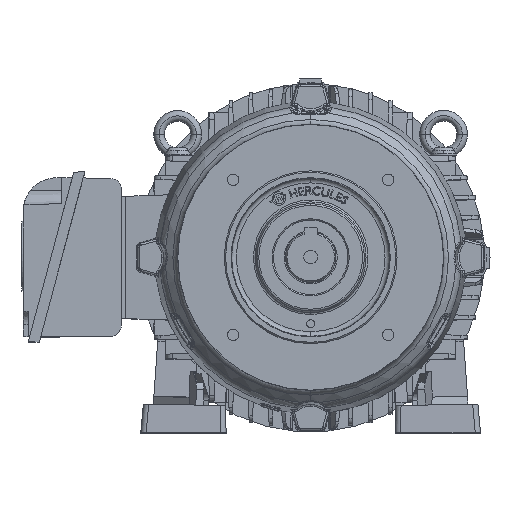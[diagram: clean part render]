
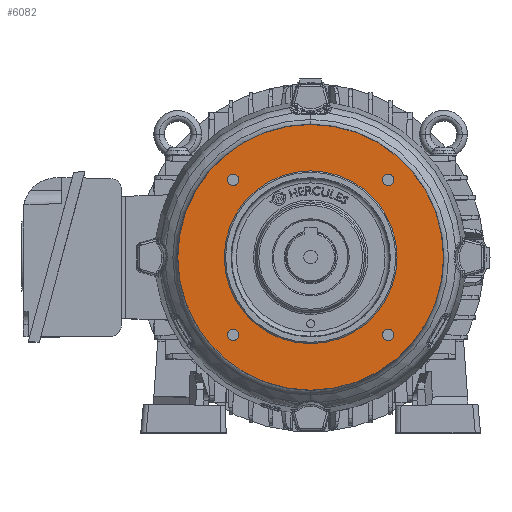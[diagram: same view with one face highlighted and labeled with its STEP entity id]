
A CAD part, top view. The second image highlights one B-rep face of the part: STEP entity #6082.
In plain terms, the highlighted planar face has unit normal (0, 0, 1).
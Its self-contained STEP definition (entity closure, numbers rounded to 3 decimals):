
#1691 = FACE_BOUND ( 'NONE', #63331, .T. ) ;
#2455 = CARTESIAN_POINT ( 'NONE',  ( 0., 0., 62.5 ) ) ;
#2790 = DIRECTION ( 'NONE',  ( 0., 0., -1. ) ) ;
#2974 = DIRECTION ( 'NONE',  ( 0., 0., 1. ) ) ;
#3186 = CIRCLE ( 'NONE', #28551, 4.25 ) ;
#3422 = ORIENTED_EDGE ( 'NONE', *, *, #58087, .F. ) ;
#3772 = CIRCLE ( 'NONE', #78581, 4.25 ) ;
#3775 = ORIENTED_EDGE ( 'NONE', *, *, #33728, .F. ) ;
#4120 = EDGE_LOOP ( 'NONE', ( #47310, #3775 ) ) ;
#6082 = ADVANCED_FACE ( 'NONE', ( #77878, #20532, #46016, #16620, #1691, #29540 ), #27207, .F. ) ;
#6489 = DIRECTION ( 'NONE',  ( 1., 0., 0. ) ) ;
#6504 = VERTEX_POINT ( 'NONE', #23627 ) ;
#6811 = DIRECTION ( 'NONE',  ( 1., 0., 0. ) ) ;
#9252 = DIRECTION ( 'NONE',  ( 1., 0., 0. ) ) ;
#9784 = ORIENTED_EDGE ( 'NONE', *, *, #66125, .F. ) ;
#10460 = CARTESIAN_POINT ( 'NONE',  ( 0., -99.97, 62.5 ) ) ;
#10466 = CIRCLE ( 'NONE', #70564, 4.25 ) ;
#10596 = DIRECTION ( 'NONE',  ( 1., 0., 0. ) ) ;
#11368 = VERTEX_POINT ( 'NONE', #47353 ) ;
#14110 = DIRECTION ( 'NONE',  ( 0., 0., 1. ) ) ;
#14455 = CIRCLE ( 'NONE', #59889, 4.25 ) ;
#15989 = CARTESIAN_POINT ( 'NONE',  ( 54.086, 58.336, 62.5 ) ) ;
#16620 = FACE_BOUND ( 'NONE', #33160, .T. ) ;
#17176 = EDGE_CURVE ( 'NONE', #17413, #58871, #45011, .T. ) ;
#17413 = VERTEX_POINT ( 'NONE', #22083 ) ;
#17660 = VERTEX_POINT ( 'NONE', #15989 ) ;
#17726 = DIRECTION ( 'NONE',  ( -1., 0., 0. ) ) ;
#18009 = VERTEX_POINT ( 'NONE', #10460 ) ;
#18315 = DIRECTION ( 'NONE',  ( 1., 0., 0. ) ) ;
#19438 = VERTEX_POINT ( 'NONE', #20164 ) ;
#20164 = CARTESIAN_POINT ( 'NONE',  ( -54.086, -58.336, 62.5 ) ) ;
#20220 = AXIS2_PLACEMENT_3D ( 'NONE', #2455, #66901, #53092 ) ;
#20532 = FACE_BOUND ( 'NONE', #4120, .T. ) ;
#21432 = EDGE_CURVE ( 'NONE', #18009, #41174, #26593, .T. ) ;
#21813 = CARTESIAN_POINT ( 'NONE',  ( 0., 0., 62.5 ) ) ;
#22083 = CARTESIAN_POINT ( 'NONE',  ( -54.086, 58.336, 62.5 ) ) ;
#22687 = DIRECTION ( 'NONE',  ( 1., 0., 0. ) ) ;
#23317 = CARTESIAN_POINT ( 'NONE',  ( 0., 0., 62.5 ) ) ;
#23627 = CARTESIAN_POINT ( 'NONE',  ( -65., 0., 62.5 ) ) ;
#23795 = ORIENTED_EDGE ( 'NONE', *, *, #71186, .F. ) ;
#24179 = CARTESIAN_POINT ( 'NONE',  ( -58.336, -58.336, 62.5 ) ) ;
#26593 = CIRCLE ( 'NONE', #60089, 99.97 ) ;
#27173 = ORIENTED_EDGE ( 'NONE', *, *, #52970, .F. ) ;
#27207 = PLANE ( 'NONE',  #62942 ) ;
#27611 = EDGE_LOOP ( 'NONE', ( #70057, #65695 ) ) ;
#28551 = AXIS2_PLACEMENT_3D ( 'NONE', #81770, #38610, #6811 ) ;
#29122 = AXIS2_PLACEMENT_3D ( 'NONE', #56381, #75661, #18315 ) ;
#29540 = FACE_OUTER_BOUND ( 'NONE', #27611, .T. ) ;
#29587 = DIRECTION ( 'NONE',  ( 0., 0., 1. ) ) ;
#32557 = VERTEX_POINT ( 'NONE', #34216 ) ;
#33160 = EDGE_LOOP ( 'NONE', ( #68591, #3422 ) ) ;
#33728 = EDGE_CURVE ( 'NONE', #58871, #17413, #52101, .T. ) ;
#34193 = VERTEX_POINT ( 'NONE', #37020 ) ;
#34216 = CARTESIAN_POINT ( 'NONE',  ( 65., 0., 62.5 ) ) ;
#35065 = ORIENTED_EDGE ( 'NONE', *, *, #71567, .F. ) ;
#37020 = CARTESIAN_POINT ( 'NONE',  ( 62.586, -58.336, 62.5 ) ) ;
#37048 = VERTEX_POINT ( 'NONE', #41775 ) ;
#38610 = DIRECTION ( 'NONE',  ( 0., 0., 1. ) ) ;
#39649 = AXIS2_PLACEMENT_3D ( 'NONE', #62333, #63148, #68611 ) ;
#40205 = CARTESIAN_POINT ( 'NONE',  ( -58.336, 58.336, 62.5 ) ) ;
#40296 = EDGE_LOOP ( 'NONE', ( #27173, #9784 ) ) ;
#41174 = VERTEX_POINT ( 'NONE', #78319 ) ;
#41775 = CARTESIAN_POINT ( 'NONE',  ( 62.586, 58.336, 62.5 ) ) ;
#41976 = AXIS2_PLACEMENT_3D ( 'NONE', #76003, #76420, #6489 ) ;
#44016 = EDGE_CURVE ( 'NONE', #32557, #6504, #46655, .T. ) ;
#44662 = CIRCLE ( 'NONE', #41976, 4.25 ) ;
#45011 = CIRCLE ( 'NONE', #39649, 4.25 ) ;
#46016 = FACE_BOUND ( 'NONE', #56153, .T. ) ;
#46655 = CIRCLE ( 'NONE', #54732, 65. ) ;
#47310 = ORIENTED_EDGE ( 'NONE', *, *, #17176, .F. ) ;
#47344 = VERTEX_POINT ( 'NONE', #53365 ) ;
#47353 = CARTESIAN_POINT ( 'NONE',  ( -62.586, -58.336, 62.5 ) ) ;
#50958 = DIRECTION ( 'NONE',  ( 1., 0., 0. ) ) ;
#52101 = CIRCLE ( 'NONE', #62815, 4.25 ) ;
#52970 = EDGE_CURVE ( 'NONE', #37048, #17660, #44662, .T. ) ;
#53092 = DIRECTION ( 'NONE',  ( -1., 0., 0. ) ) ;
#53365 = CARTESIAN_POINT ( 'NONE',  ( 54.086, -58.336, 62.5 ) ) ;
#54732 = AXIS2_PLACEMENT_3D ( 'NONE', #21813, #2974, #74098 ) ;
#56153 = EDGE_LOOP ( 'NONE', ( #35065, #23795 ) ) ;
#56381 = CARTESIAN_POINT ( 'NONE',  ( 58.336, -58.336, 62.5 ) ) ;
#58087 = EDGE_CURVE ( 'NONE', #47344, #34193, #3186, .T. ) ;
#58871 = VERTEX_POINT ( 'NONE', #64276 ) ;
#59206 = AXIS2_PLACEMENT_3D ( 'NONE', #64351, #14110, #50958 ) ;
#59889 = AXIS2_PLACEMENT_3D ( 'NONE', #24179, #29587, #74841 ) ;
#60089 = AXIS2_PLACEMENT_3D ( 'NONE', #60540, #2790, #17726 ) ;
#60540 = CARTESIAN_POINT ( 'NONE',  ( 0., 0., 62.5 ) ) ;
#60763 = DIRECTION ( 'NONE',  ( 0., 0., 1. ) ) ;
#62333 = CARTESIAN_POINT ( 'NONE',  ( -58.336, 58.336, 62.5 ) ) ;
#62815 = AXIS2_PLACEMENT_3D ( 'NONE', #40205, #78739, #9252 ) ;
#62942 = AXIS2_PLACEMENT_3D ( 'NONE', #23317, #74370, #71601 ) ;
#63148 = DIRECTION ( 'NONE',  ( 0., 0., 1. ) ) ;
#63331 = EDGE_LOOP ( 'NONE', ( #76865, #76804 ) ) ;
#64276 = CARTESIAN_POINT ( 'NONE',  ( -62.586, 58.336, 62.5 ) ) ;
#64351 = CARTESIAN_POINT ( 'NONE',  ( 0., 0., 62.5 ) ) ;
#65695 = ORIENTED_EDGE ( 'NONE', *, *, #70594, .F. ) ;
#66125 = EDGE_CURVE ( 'NONE', #17660, #37048, #10466, .T. ) ;
#66586 = CIRCLE ( 'NONE', #29122, 4.25 ) ;
#66901 = DIRECTION ( 'NONE',  ( 0., 0., -1. ) ) ;
#67934 = DIRECTION ( 'NONE',  ( 0., 0., 1. ) ) ;
#68591 = ORIENTED_EDGE ( 'NONE', *, *, #71311, .F. ) ;
#68611 = DIRECTION ( 'NONE',  ( 1., 0., 0. ) ) ;
#70057 = ORIENTED_EDGE ( 'NONE', *, *, #21432, .F. ) ;
#70564 = AXIS2_PLACEMENT_3D ( 'NONE', #79612, #60763, #22687 ) ;
#70594 = EDGE_CURVE ( 'NONE', #41174, #18009, #76323, .T. ) ;
#71186 = EDGE_CURVE ( 'NONE', #11368, #19438, #14455, .T. ) ;
#71311 = EDGE_CURVE ( 'NONE', #34193, #47344, #66586, .T. ) ;
#71567 = EDGE_CURVE ( 'NONE', #19438, #11368, #3772, .T. ) ;
#71601 = DIRECTION ( 'NONE',  ( -1., 0., 0. ) ) ;
#73907 = CIRCLE ( 'NONE', #59206, 65. ) ;
#74098 = DIRECTION ( 'NONE',  ( 1., 0., 0. ) ) ;
#74370 = DIRECTION ( 'NONE',  ( 0., 0., -1. ) ) ;
#74841 = DIRECTION ( 'NONE',  ( 1., 0., 0. ) ) ;
#75661 = DIRECTION ( 'NONE',  ( 0., 0., 1. ) ) ;
#76003 = CARTESIAN_POINT ( 'NONE',  ( 58.336, 58.336, 62.5 ) ) ;
#76323 = CIRCLE ( 'NONE', #20220, 99.97 ) ;
#76420 = DIRECTION ( 'NONE',  ( 0., 0., 1. ) ) ;
#76804 = ORIENTED_EDGE ( 'NONE', *, *, #80212, .F. ) ;
#76865 = ORIENTED_EDGE ( 'NONE', *, *, #44016, .F. ) ;
#77878 = FACE_BOUND ( 'NONE', #40296, .T. ) ;
#78319 = CARTESIAN_POINT ( 'NONE',  ( 0., 99.97, 62.5 ) ) ;
#78581 = AXIS2_PLACEMENT_3D ( 'NONE', #82542, #67934, #10596 ) ;
#78739 = DIRECTION ( 'NONE',  ( 0., 0., 1. ) ) ;
#79612 = CARTESIAN_POINT ( 'NONE',  ( 58.336, 58.336, 62.5 ) ) ;
#80212 = EDGE_CURVE ( 'NONE', #6504, #32557, #73907, .T. ) ;
#81770 = CARTESIAN_POINT ( 'NONE',  ( 58.336, -58.336, 62.5 ) ) ;
#82542 = CARTESIAN_POINT ( 'NONE',  ( -58.336, -58.336, 62.5 ) ) ;
